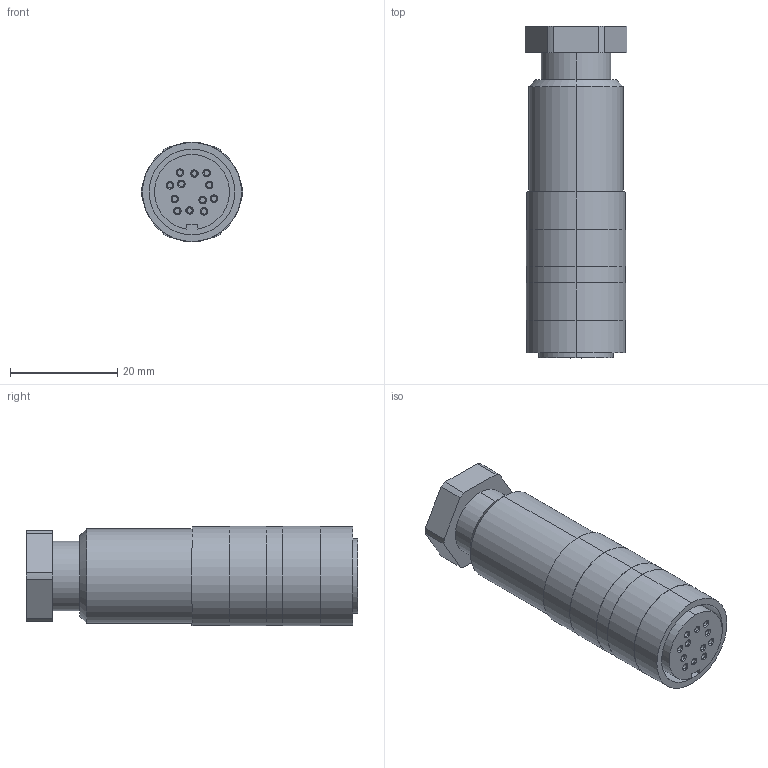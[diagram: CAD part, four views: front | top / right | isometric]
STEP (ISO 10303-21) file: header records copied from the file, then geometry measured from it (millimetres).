
FILE_DESCRIPTION((''),'2;1');
FILE_NAME('99-5130-15-12.stp','2005-04-22T09:58:05',('generator'),(''),'Autodesk Inventor 7','Autodesk Inventor 7','');
FILE_SCHEMA(('AUTOMOTIVE_DESIGN { 1 0 10303 214 1 1 1 1 }'));
Length unit declared in the file: millimetre
Products named in the file (1): 99-5130-15-12
Bounding box: 19 x 62 x 18.6 mm (x, y, z)
Volume: 14352.1 mm3; surface area: 5699.1 mm2
Topology: 1 solids, 1 shells, 111 faces, 233 edges, 146 vertices
Faces by surface type: cylinder 50, plane 33, cone 28
Entity records: 3014 total; most frequent: DIRECTION 585, CARTESIAN_POINT 491, ORIENTED_EDGE 466, AXIS2_PLACEMENT_3D 240, EDGE_CURVE 233, VERTEX_POINT 146, EDGE_LOOP 133, CIRCLE 128
